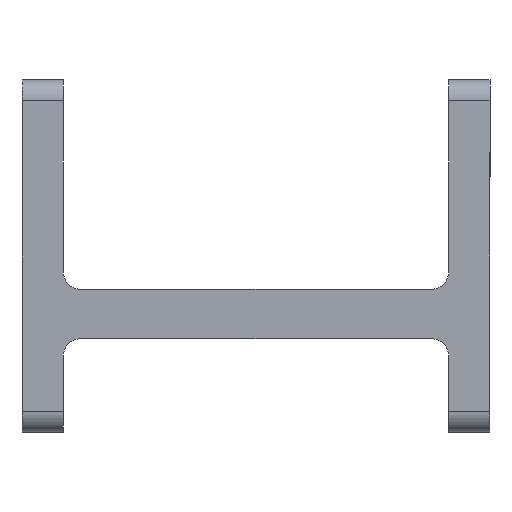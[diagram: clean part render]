
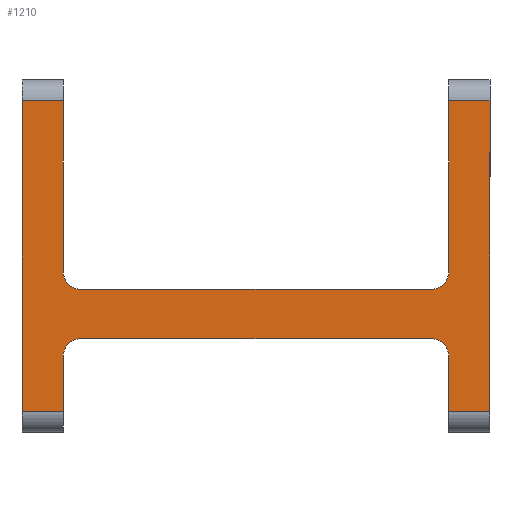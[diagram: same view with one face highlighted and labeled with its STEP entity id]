
A CAD part, front view. The second image highlights one B-rep face of the part: STEP entity #1210.
In plain terms, the highlighted planar face has unit normal (0, -1, 0).
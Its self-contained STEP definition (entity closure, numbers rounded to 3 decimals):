
#2 = VERTEX_POINT ( 'NONE', #462 ) ;
#13 = DIRECTION ( 'NONE',  ( 0., 0., 1. ) ) ;
#41 = ORIENTED_EDGE ( 'NONE', *, *, #1206, .F. ) ;
#49 = VERTEX_POINT ( 'NONE', #1028 ) ;
#69 = VECTOR ( 'NONE', #536, 1000. ) ;
#116 = DIRECTION ( 'NONE',  ( 0., 0., 1. ) ) ;
#121 = AXIS2_PLACEMENT_3D ( 'NONE', #854, #1356, #732 ) ;
#131 = VERTEX_POINT ( 'NONE', #625 ) ;
#133 = VECTOR ( 'NONE', #800, 1000. ) ;
#138 = EDGE_CURVE ( 'NONE', #131, #1227, #445, .T. ) ;
#142 = ORIENTED_EDGE ( 'NONE', *, *, #270, .T. ) ;
#146 = VECTOR ( 'NONE', #1279, 1000. ) ;
#151 = ORIENTED_EDGE ( 'NONE', *, *, #248, .F. ) ;
#152 = VERTEX_POINT ( 'NONE', #814 ) ;
#163 = CARTESIAN_POINT ( 'NONE',  ( -46.5, 0., -10. ) ) ;
#185 = DIRECTION ( 'NONE',  ( 0., 0., 1. ) ) ;
#190 = DIRECTION ( 'NONE',  ( 1., 0., 0. ) ) ;
#198 = DIRECTION ( 'NONE',  ( -1., 0., 0. ) ) ;
#205 = CARTESIAN_POINT ( 'NONE',  ( 42.5, 0., 10. ) ) ;
#228 = EDGE_CURVE ( 'NONE', #1227, #413, #719, .T. ) ;
#248 = EDGE_CURVE ( 'NONE', #396, #49, #812, .T. ) ;
#262 = LINE ( 'NONE', #322, #341 ) ;
#264 = CARTESIAN_POINT ( 'NONE',  ( 0., 0., 51.5 ) ) ;
#270 = EDGE_CURVE ( 'NONE', #413, #724, #401, .T. ) ;
#273 = ORIENTED_EDGE ( 'NONE', *, *, #1311, .F. ) ;
#278 = EDGE_CURVE ( 'NONE', #332, #588, #590, .T. ) ;
#282 = ORIENTED_EDGE ( 'NONE', *, *, #286, .F. ) ;
#286 = EDGE_CURVE ( 'NONE', #1171, #1195, #438, .T. ) ;
#287 = CARTESIAN_POINT ( 'NONE',  ( 42.5, 0., -10. ) ) ;
#305 = CARTESIAN_POINT ( 'NONE',  ( -46.5, 0., 10. ) ) ;
#312 = ORIENTED_EDGE ( 'NONE', *, *, #1069, .F. ) ;
#322 = CARTESIAN_POINT ( 'NONE',  ( -56.5, 0., 0. ) ) ;
#332 = VERTEX_POINT ( 'NONE', #1295 ) ;
#341 = VECTOR ( 'NONE', #1064, 1000. ) ;
#368 = LINE ( 'NONE', #492, #508 ) ;
#374 = VECTOR ( 'NONE', #190, 1000. ) ;
#376 = CARTESIAN_POINT ( 'NONE',  ( 46.5, 0., -23.5 ) ) ;
#396 = VERTEX_POINT ( 'NONE', #886 ) ;
#401 = CIRCLE ( 'NONE', #121, 4. ) ;
#413 = VERTEX_POINT ( 'NONE', #163 ) ;
#419 = CARTESIAN_POINT ( 'NONE',  ( 0., 0., -6. ) ) ;
#423 = EDGE_CURVE ( 'NONE', #1055, #481, #675, .T. ) ;
#432 = ORIENTED_EDGE ( 'NONE', *, *, #278, .T. ) ;
#438 = LINE ( 'NONE', #531, #517 ) ;
#445 = LINE ( 'NONE', #628, #374 ) ;
#451 = DIRECTION ( 'NONE',  ( 1., 0., 0. ) ) ;
#460 = CIRCLE ( 'NONE', #673, 4. ) ;
#462 = CARTESIAN_POINT ( 'NONE',  ( 42.5, 0., -6. ) ) ;
#481 = VERTEX_POINT ( 'NONE', #520 ) ;
#492 = CARTESIAN_POINT ( 'NONE',  ( 46.5, 0., -23.5 ) ) ;
#494 = FACE_OUTER_BOUND ( 'NONE', #1002, .T. ) ;
#508 = VECTOR ( 'NONE', #198, 1000. ) ;
#517 = VECTOR ( 'NONE', #116, 1000. ) ;
#520 = CARTESIAN_POINT ( 'NONE',  ( 56.5, 0., 51.5 ) ) ;
#531 = CARTESIAN_POINT ( 'NONE',  ( 46.5, 0., 0. ) ) ;
#536 = DIRECTION ( 'NONE',  ( 0., 0., 1. ) ) ;
#543 = DIRECTION ( 'NONE',  ( 0., -1., 0. ) ) ;
#545 = EDGE_CURVE ( 'NONE', #1076, #1171, #368, .T. ) ;
#564 = LINE ( 'NONE', #783, #146 ) ;
#572 = CARTESIAN_POINT ( 'NONE',  ( -42.5, 0., 10. ) ) ;
#574 = CARTESIAN_POINT ( 'NONE',  ( 56.5, 0., -23.5 ) ) ;
#578 = EDGE_CURVE ( 'NONE', #588, #152, #1044, .T. ) ;
#588 = VERTEX_POINT ( 'NONE', #305 ) ;
#590 = CIRCLE ( 'NONE', #1170, 4. ) ;
#598 = EDGE_CURVE ( 'NONE', #152, #1226, #837, .T. ) ;
#614 = EDGE_CURVE ( 'NONE', #1076, #481, #707, .T. ) ;
#616 = LINE ( 'NONE', #419, #1154 ) ;
#625 = CARTESIAN_POINT ( 'NONE',  ( -56.5, 0., -23.5 ) ) ;
#628 = CARTESIAN_POINT ( 'NONE',  ( -46.5, 0., -23.5 ) ) ;
#629 = VECTOR ( 'NONE', #1184, 1000. ) ;
#654 = CARTESIAN_POINT ( 'NONE',  ( 0., 0., 51.5 ) ) ;
#656 = EDGE_CURVE ( 'NONE', #724, #2, #616, .T. ) ;
#664 = DIRECTION ( 'NONE',  ( 0., 0., 1. ) ) ;
#670 = DIRECTION ( 'NONE',  ( 0., 1., 0. ) ) ;
#673 = AXIS2_PLACEMENT_3D ( 'NONE', #287, #1141, #185 ) ;
#675 = LINE ( 'NONE', #264, #133 ) ;
#683 = ORIENTED_EDGE ( 'NONE', *, *, #656, .T. ) ;
#687 = AXIS2_PLACEMENT_3D ( 'NONE', #1296, #1286, #664 ) ;
#707 = LINE ( 'NONE', #847, #1270 ) ;
#719 = LINE ( 'NONE', #946, #1119 ) ;
#724 = VERTEX_POINT ( 'NONE', #1178 ) ;
#732 = DIRECTION ( 'NONE',  ( 0., 0., 1. ) ) ;
#752 = DIRECTION ( 'NONE',  ( 1., 0., 0. ) ) ;
#772 = ORIENTED_EDGE ( 'NONE', *, *, #545, .F. ) ;
#775 = VECTOR ( 'NONE', #451, 1000. ) ;
#776 = DIRECTION ( 'NONE',  ( 0., 0., 1. ) ) ;
#783 = CARTESIAN_POINT ( 'NONE',  ( 46.5, 0., 0. ) ) ;
#800 = DIRECTION ( 'NONE',  ( 1., 0., 0. ) ) ;
#811 = AXIS2_PLACEMENT_3D ( 'NONE', #205, #543, #1278 ) ;
#812 = CIRCLE ( 'NONE', #811, 4. ) ;
#814 = CARTESIAN_POINT ( 'NONE',  ( -46.5, 0., 51.5 ) ) ;
#837 = LINE ( 'NONE', #654, #629 ) ;
#839 = ORIENTED_EDGE ( 'NONE', *, *, #138, .T. ) ;
#847 = CARTESIAN_POINT ( 'NONE',  ( 56.5, 0., 0. ) ) ;
#849 = DIRECTION ( 'NONE',  ( 0., 0., 1. ) ) ;
#854 = CARTESIAN_POINT ( 'NONE',  ( -42.5, 0., -10. ) ) ;
#861 = CARTESIAN_POINT ( 'NONE',  ( -46.5, 0., 0. ) ) ;
#862 = ORIENTED_EDGE ( 'NONE', *, *, #598, .T. ) ;
#871 = CARTESIAN_POINT ( 'NONE',  ( -46.5, 0., -23.5 ) ) ;
#875 = CARTESIAN_POINT ( 'NONE',  ( -56.5, 0., 51.5 ) ) ;
#886 = CARTESIAN_POINT ( 'NONE',  ( 42.5, 0., 6. ) ) ;
#946 = CARTESIAN_POINT ( 'NONE',  ( -46.5, 0., 0. ) ) ;
#991 = ORIENTED_EDGE ( 'NONE', *, *, #423, .F. ) ;
#1002 = EDGE_LOOP ( 'NONE', ( #273, #432, #1218, #862, #41, #839, #1241, #142, #683, #312, #282, #772, #1143, #991, #1135, #151 ) ) ;
#1003 = CARTESIAN_POINT ( 'NONE',  ( 46.5, 0., 51.5 ) ) ;
#1028 = CARTESIAN_POINT ( 'NONE',  ( 46.5, 0., 10. ) ) ;
#1044 = LINE ( 'NONE', #861, #69 ) ;
#1055 = VERTEX_POINT ( 'NONE', #1003 ) ;
#1064 = DIRECTION ( 'NONE',  ( 0., 0., 1. ) ) ;
#1069 = EDGE_CURVE ( 'NONE', #1195, #2, #460, .T. ) ;
#1071 = CARTESIAN_POINT ( 'NONE',  ( 0., 0., 6. ) ) ;
#1076 = VERTEX_POINT ( 'NONE', #574 ) ;
#1101 = EDGE_CURVE ( 'NONE', #49, #1055, #564, .T. ) ;
#1119 = VECTOR ( 'NONE', #849, 1000. ) ;
#1135 = ORIENTED_EDGE ( 'NONE', *, *, #1101, .F. ) ;
#1141 = DIRECTION ( 'NONE',  ( 0., -1., 0. ) ) ;
#1143 = ORIENTED_EDGE ( 'NONE', *, *, #614, .T. ) ;
#1154 = VECTOR ( 'NONE', #752, 1000. ) ;
#1170 = AXIS2_PLACEMENT_3D ( 'NONE', #572, #670, #776 ) ;
#1171 = VERTEX_POINT ( 'NONE', #376 ) ;
#1178 = CARTESIAN_POINT ( 'NONE',  ( -42.5, 0., -6. ) ) ;
#1181 = CARTESIAN_POINT ( 'NONE',  ( 46.5, 0., -10. ) ) ;
#1184 = DIRECTION ( 'NONE',  ( -1., 0., 0. ) ) ;
#1195 = VERTEX_POINT ( 'NONE', #1181 ) ;
#1206 = EDGE_CURVE ( 'NONE', #131, #1226, #262, .T. ) ;
#1210 = ADVANCED_FACE ( 'NONE', ( #494 ), #1281, .F. ) ;
#1218 = ORIENTED_EDGE ( 'NONE', *, *, #578, .T. ) ;
#1226 = VERTEX_POINT ( 'NONE', #875 ) ;
#1227 = VERTEX_POINT ( 'NONE', #871 ) ;
#1241 = ORIENTED_EDGE ( 'NONE', *, *, #228, .T. ) ;
#1264 = LINE ( 'NONE', #1071, #775 ) ;
#1270 = VECTOR ( 'NONE', #13, 1000. ) ;
#1278 = DIRECTION ( 'NONE',  ( 0., 0., 1. ) ) ;
#1279 = DIRECTION ( 'NONE',  ( 0., 0., 1. ) ) ;
#1281 = PLANE ( 'NONE',  #687 ) ;
#1286 = DIRECTION ( 'NONE',  ( 0., 1., 0. ) ) ;
#1295 = CARTESIAN_POINT ( 'NONE',  ( -42.5, 0., 6. ) ) ;
#1296 = CARTESIAN_POINT ( 'NONE',  ( 0., 0., 0. ) ) ;
#1311 = EDGE_CURVE ( 'NONE', #332, #396, #1264, .T. ) ;
#1356 = DIRECTION ( 'NONE',  ( 0., 1., 0. ) ) ;
